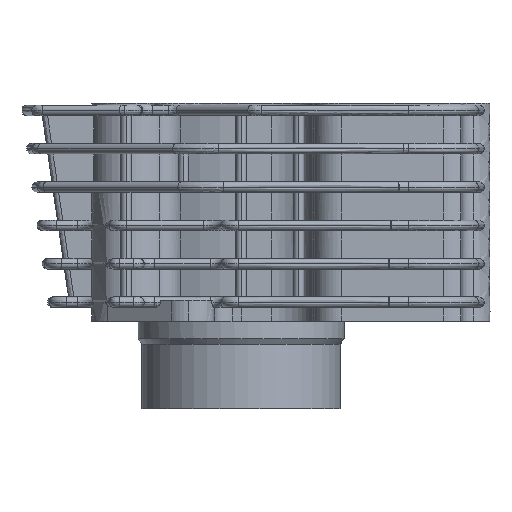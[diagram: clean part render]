
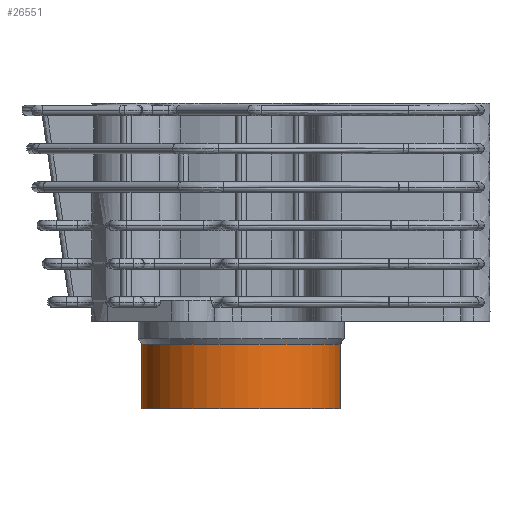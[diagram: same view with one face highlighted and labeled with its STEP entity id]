
A CAD part, left-side view. The second image highlights one B-rep face of the part: STEP entity #26551.
In plain terms, the highlighted free-form (B-spline) face has degree [2, 1] with [5, 2] control points.
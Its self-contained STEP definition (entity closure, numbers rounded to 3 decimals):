
#11609 = VERTEX_POINT('',#11610);
#11610 = CARTESIAN_POINT('',(9.862,-11.863,
    -67.994));
#11611 = VERTEX_POINT('',#11612);
#11612 = CARTESIAN_POINT('',(9.862,47.158,
    -67.994));
#11646 = VERTEX_POINT('',#11647);
#11647 = CARTESIAN_POINT('',(9.862,-11.863,
    -87.198));
#11648 = VERTEX_POINT('',#11649);
#11649 = CARTESIAN_POINT('',(9.862,47.158,
    -87.198));
#11657 = EDGE_CURVE('',#11648,#11611,#11658,.T.);
#11658 = B_SPLINE_CURVE_WITH_KNOTS('',1,(#11659,#11660),.UNSPECIFIED.,
  .F.,.F.,(2,2),(-87.5,-69.),.PIECEWISE_BEZIER_KNOTS.);
#11659 = CARTESIAN_POINT('',(9.862,47.158,
    -87.198));
#11660 = CARTESIAN_POINT('',(9.862,47.158,
    -67.994));
#11663 = EDGE_CURVE('',#11646,#11609,#11664,.T.);
#11664 = B_SPLINE_CURVE_WITH_KNOTS('',1,(#11665,#11666),.UNSPECIFIED.,
  .F.,.F.,(2,2),(-87.5,-69.),.PIECEWISE_BEZIER_KNOTS.);
#11665 = CARTESIAN_POINT('',(9.862,-11.863,
    -87.198));
#11666 = CARTESIAN_POINT('',(9.862,-11.863,
    -67.994));
#26539 = EDGE_CURVE('',#11648,#11646,#26540,.T.);
#26540 = ( BOUNDED_CURVE() B_SPLINE_CURVE(2,(#26541,#26542,#26543,#26544
,#26545),.UNSPECIFIED.,.F.,.F.) B_SPLINE_CURVE_WITH_KNOTS((3,2,3),(
    3.142,4.712,6.283),
.PIECEWISE_BEZIER_KNOTS.) CURVE() GEOMETRIC_REPRESENTATION_ITEM() 
RATIONAL_B_SPLINE_CURVE((1.,0.707,1.,0.707,1.)) 
REPRESENTATION_ITEM('') );
#26541 = CARTESIAN_POINT('',(9.862,47.158,
    -87.198));
#26542 = CARTESIAN_POINT('',(-19.649,47.158,
    -87.198));
#26543 = CARTESIAN_POINT('',(-19.649,17.647,
    -87.198));
#26544 = CARTESIAN_POINT('',(-19.649,-11.863,
    -87.198));
#26545 = CARTESIAN_POINT('',(9.862,-11.863,
    -87.198));
#26551 = ADVANCED_FACE('',(#26552),#26565,.T.);
#26552 = FACE_BOUND('',#26553,.T.);
#26553 = EDGE_LOOP('',(#26554,#26555,#26556,#26557));
#26554 = ORIENTED_EDGE('',*,*,#11657,.F.);
#26555 = ORIENTED_EDGE('',*,*,#26539,.T.);
#26556 = ORIENTED_EDGE('',*,*,#11663,.T.);
#26557 = ORIENTED_EDGE('',*,*,#26558,.F.);
#26558 = EDGE_CURVE('',#11611,#11609,#26559,.T.);
#26559 = ( BOUNDED_CURVE() B_SPLINE_CURVE(2,(#26560,#26561,#26562,#26563
,#26564),.UNSPECIFIED.,.F.,.F.) B_SPLINE_CURVE_WITH_KNOTS((3,2,3),(
    3.142,4.712,6.283),
.PIECEWISE_BEZIER_KNOTS.) CURVE() GEOMETRIC_REPRESENTATION_ITEM() 
RATIONAL_B_SPLINE_CURVE((1.,0.707,1.,0.707,1.)) 
REPRESENTATION_ITEM('') );
#26560 = CARTESIAN_POINT('',(9.862,47.158,
    -67.994));
#26561 = CARTESIAN_POINT('',(-19.649,47.158,
    -67.994));
#26562 = CARTESIAN_POINT('',(-19.649,17.647,
    -67.994));
#26563 = CARTESIAN_POINT('',(-19.649,-11.863,
    -67.994));
#26564 = CARTESIAN_POINT('',(9.862,-11.863,
    -67.994));
#26565 = ( BOUNDED_SURFACE() B_SPLINE_SURFACE(2,1,(
    (#26566,#26567)
    ,(#26568,#26569)
    ,(#26570,#26571)
    ,(#26572,#26573)
    ,(#26574,#26575
)),.UNSPECIFIED.,.F.,.F.,.F.) B_SPLINE_SURFACE_WITH_KNOTS((3,2,3),(2,2),
  (3.142,4.712,6.283),(-87.5,-69.),
.PIECEWISE_BEZIER_KNOTS.) GEOMETRIC_REPRESENTATION_ITEM() 
RATIONAL_B_SPLINE_SURFACE((
    (1.,1.)
    ,(0.707,0.707)
    ,(1.,1.)
    ,(0.707,0.707)
,(1.,1.))) REPRESENTATION_ITEM('') SURFACE() );
#26566 = CARTESIAN_POINT('',(9.862,47.158,
    -87.198));
#26567 = CARTESIAN_POINT('',(9.862,47.158,
    -67.994));
#26568 = CARTESIAN_POINT('',(-19.649,47.158,
    -87.198));
#26569 = CARTESIAN_POINT('',(-19.649,47.158,
    -67.994));
#26570 = CARTESIAN_POINT('',(-19.649,17.647,
    -87.198));
#26571 = CARTESIAN_POINT('',(-19.649,17.647,
    -67.994));
#26572 = CARTESIAN_POINT('',(-19.649,-11.863,
    -87.198));
#26573 = CARTESIAN_POINT('',(-19.649,-11.863,
    -67.994));
#26574 = CARTESIAN_POINT('',(9.862,-11.863,
    -87.198));
#26575 = CARTESIAN_POINT('',(9.862,-11.863,
    -67.994));
